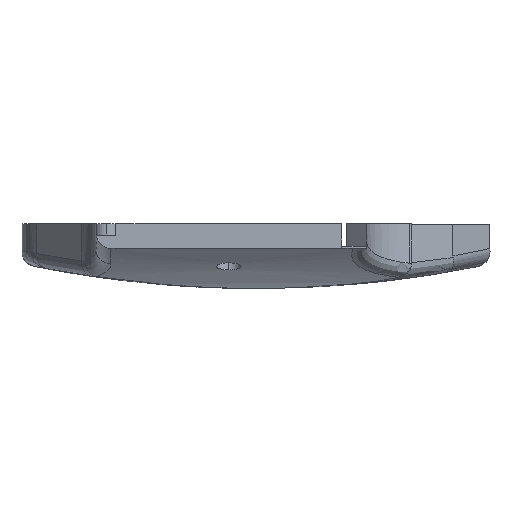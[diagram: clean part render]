
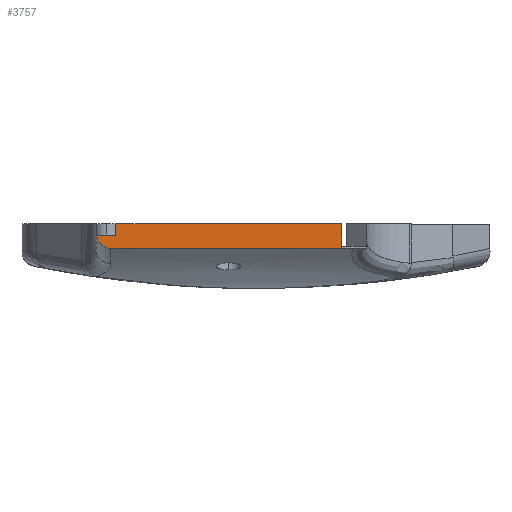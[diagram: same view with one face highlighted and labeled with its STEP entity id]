
A CAD part, top view. The second image highlights one B-rep face of the part: STEP entity #3757.
In plain terms, the highlighted planar face has unit normal (0, 0, 1).
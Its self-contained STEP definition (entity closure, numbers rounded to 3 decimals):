
#514 = CARTESIAN_POINT ( 'NONE',  ( -30.667, 3.332, 53.79 ) ) ;
#527 = CARTESIAN_POINT ( 'NONE',  ( -29.33, 3., 53.79 ) ) ;
#678 = CARTESIAN_POINT ( 'NONE',  ( 17.33, 3., 53.79 ) ) ;
#700 = EDGE_CURVE ( 'NONE', #5246, #3763, #2270, .T. ) ;
#722 = DIRECTION ( 'NONE',  ( 1., 0., 0. ) ) ;
#885 = DIRECTION ( 'NONE',  ( 1., 0., 0. ) ) ;
#978 = LINE ( 'NONE', #2906, #4103 ) ;
#1161 = VERTEX_POINT ( 'NONE', #1209 ) ;
#1209 = CARTESIAN_POINT ( 'NONE',  ( 17.33, 8., 53.79 ) ) ;
#1230 = VECTOR ( 'NONE', #3454, 1000. ) ;
#1260 = PLANE ( 'NONE',  #3658 ) ;
#1417 = CARTESIAN_POINT ( 'NONE',  ( 0., 8., 53.79 ) ) ;
#1514 = CARTESIAN_POINT ( 'NONE',  ( 0., 5.5, 53.79 ) ) ;
#1542 = B_SPLINE_CURVE_WITH_KNOTS ( 'NONE', 3,
 ( #2827, #2859, #2919, #4781, #1940, #3405, #4813, #4751, #5315, #514, #2955, #5253, #4841, #1856 ),
 .UNSPECIFIED., .F., .F.,
 ( 4, 2, 2, 2, 2, 2, 4 ),
 ( 0.001, 0.001, 0.002, 0.003, 0.003, 0.004, 0.005 ),
 .UNSPECIFIED. ) ;
#1641 = CARTESIAN_POINT ( 'NONE',  ( 17.33, 3., 53.79 ) ) ;
#1712 = CARTESIAN_POINT ( 'NONE',  ( 0., -5., 53.79 ) ) ;
#1841 = ORIENTED_EDGE ( 'NONE', *, *, #700, .F. ) ;
#1856 = CARTESIAN_POINT ( 'NONE',  ( -29.33, 3., 53.79 ) ) ;
#1940 = CARTESIAN_POINT ( 'NONE',  ( -31.971, 4.682, 53.79 ) ) ;
#2079 = VECTOR ( 'NONE', #5712, 1000. ) ;
#2270 = LINE ( 'NONE', #3630, #4547 ) ;
#2304 = ORIENTED_EDGE ( 'NONE', *, *, #5069, .F. ) ;
#2397 = ORIENTED_EDGE ( 'NONE', *, *, #4073, .F. ) ;
#2432 = CARTESIAN_POINT ( 'NONE',  ( -32.254, 5.5, 53.79 ) ) ;
#2517 = EDGE_CURVE ( 'NONE', #5849, #1161, #3632, .T. ) ;
#2656 = CARTESIAN_POINT ( 'NONE',  ( -28.33, 8., 53.79 ) ) ;
#2827 = CARTESIAN_POINT ( 'NONE',  ( -32.254, 5.5, 53.79 ) ) ;
#2859 = CARTESIAN_POINT ( 'NONE',  ( -32.218, 5.331, 53.79 ) ) ;
#2906 = CARTESIAN_POINT ( 'NONE',  ( 47.329, 3., 53.79 ) ) ;
#2919 = CARTESIAN_POINT ( 'NONE',  ( -32.168, 5.163, 53.79 ) ) ;
#2955 = CARTESIAN_POINT ( 'NONE',  ( -30.51, 3.254, 53.79 ) ) ;
#3131 = FACE_OUTER_BOUND ( 'NONE', #6020, .T. ) ;
#3303 = ORIENTED_EDGE ( 'NONE', *, *, #2517, .T. ) ;
#3335 = EDGE_CURVE ( 'NONE', #4100, #4532, #1542, .T. ) ;
#3405 = CARTESIAN_POINT ( 'NONE',  ( -31.714, 4.234, 53.79 ) ) ;
#3454 = DIRECTION ( 'NONE',  ( 0., 1., 0. ) ) ;
#3630 = CARTESIAN_POINT ( 'NONE',  ( -28.33, 5.5, 53.79 ) ) ;
#3632 = LINE ( 'NONE', #1641, #1230 ) ;
#3658 = AXIS2_PLACEMENT_3D ( 'NONE', #1712, #5050, #722 ) ;
#3757 = ADVANCED_FACE ( 'NONE', ( #3131 ), #1260, .T. ) ;
#3763 = VERTEX_POINT ( 'NONE', #2656 ) ;
#3833 = LINE ( 'NONE', #1417, #2079 ) ;
#4053 = EDGE_CURVE ( 'NONE', #3763, #1161, #3833, .T. ) ;
#4073 = EDGE_CURVE ( 'NONE', #5849, #4532, #978, .T. ) ;
#4100 = VERTEX_POINT ( 'NONE', #2432 ) ;
#4103 = VECTOR ( 'NONE', #4830, 1000. ) ;
#4331 = LINE ( 'NONE', #1514, #4401 ) ;
#4401 = VECTOR ( 'NONE', #885, 1000. ) ;
#4532 = VERTEX_POINT ( 'NONE', #527 ) ;
#4547 = VECTOR ( 'NONE', #5074, 1000. ) ;
#4751 = CARTESIAN_POINT ( 'NONE',  ( -31.103, 3.616, 53.79 ) ) ;
#4781 = CARTESIAN_POINT ( 'NONE',  ( -32.044, 4.838, 53.79 ) ) ;
#4813 = CARTESIAN_POINT ( 'NONE',  ( -31.491, 3.957, 53.79 ) ) ;
#4830 = DIRECTION ( 'NONE',  ( -1., 0., 0. ) ) ;
#4841 = CARTESIAN_POINT ( 'NONE',  ( -29.68, 3., 53.79 ) ) ;
#5023 = ORIENTED_EDGE ( 'NONE', *, *, #3335, .T. ) ;
#5050 = DIRECTION ( 'NONE',  ( 0., 0., 1. ) ) ;
#5069 = EDGE_CURVE ( 'NONE', #4100, #5246, #4331, .T. ) ;
#5074 = DIRECTION ( 'NONE',  ( 0., 1., 0. ) ) ;
#5150 = CARTESIAN_POINT ( 'NONE',  ( -28.33, 5.5, 53.79 ) ) ;
#5246 = VERTEX_POINT ( 'NONE', #5150 ) ;
#5253 = CARTESIAN_POINT ( 'NONE',  ( -30.028, 3.067, 53.79 ) ) ;
#5296 = ORIENTED_EDGE ( 'NONE', *, *, #4053, .F. ) ;
#5315 = CARTESIAN_POINT ( 'NONE',  ( -30.964, 3.513, 53.79 ) ) ;
#5712 = DIRECTION ( 'NONE',  ( 1., 0., 0. ) ) ;
#5849 = VERTEX_POINT ( 'NONE', #678 ) ;
#6020 = EDGE_LOOP ( 'NONE', ( #1841, #2304, #5023, #2397, #3303, #5296 ) ) ;
